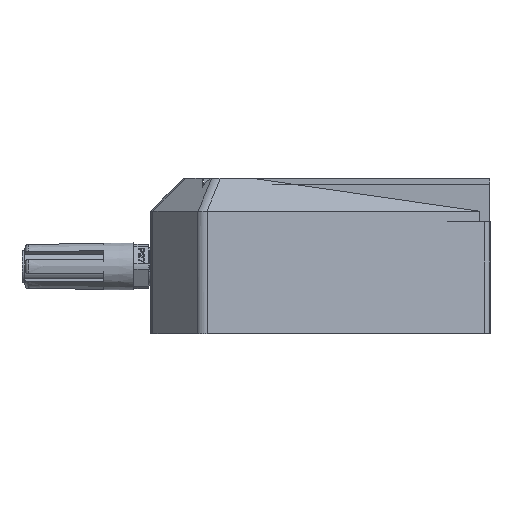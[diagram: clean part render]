
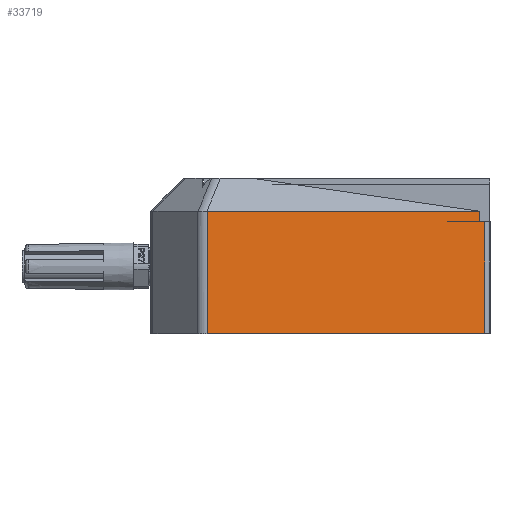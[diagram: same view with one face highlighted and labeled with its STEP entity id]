
A CAD part, left-side view. The second image highlights one B-rep face of the part: STEP entity #33719.
In plain terms, the highlighted planar face has unit normal (-0.99, -0.145, 0).
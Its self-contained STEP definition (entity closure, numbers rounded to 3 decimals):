
#5094=FACE_OUTER_BOUND('',#7156,.T.);
#7156=EDGE_LOOP('',(#30667,#30668,#30669,#30670,#30671,#30672));
#9977=LINE('',#62051,#12908);
#9990=LINE('',#62093,#12921);
#9996=LINE('',#62105,#12927);
#10048=LINE('',#62238,#12979);
#10051=LINE('',#62244,#12982);
#10052=LINE('',#62245,#12983);
#12908=VECTOR('',#46866,10.);
#12921=VECTOR('',#46907,10.);
#12927=VECTOR('',#46917,10.);
#12979=VECTOR('',#47031,10.);
#12982=VECTOR('',#47036,10.);
#12983=VECTOR('',#47037,10.);
#16035=VERTEX_POINT('',#62048);
#16036=VERTEX_POINT('',#62050);
#16048=VERTEX_POINT('',#62086);
#16051=VERTEX_POINT('',#62091);
#16105=VERTEX_POINT('',#62237);
#16107=VERTEX_POINT('',#62243);
#20891=EDGE_CURVE('',#16035,#16036,#9977,.T.);
#20912=EDGE_CURVE('',#16051,#16048,#9990,.T.);
#20918=EDGE_CURVE('',#16048,#16035,#9996,.T.);
#20986=EDGE_CURVE('',#16036,#16105,#10048,.T.);
#20989=EDGE_CURVE('',#16107,#16051,#10051,.T.);
#20990=EDGE_CURVE('',#16107,#16105,#10052,.T.);
#30667=ORIENTED_EDGE('',*,*,#20912,.F.);
#30668=ORIENTED_EDGE('',*,*,#20989,.F.);
#30669=ORIENTED_EDGE('',*,*,#20990,.T.);
#30670=ORIENTED_EDGE('',*,*,#20986,.F.);
#30671=ORIENTED_EDGE('',*,*,#20891,.F.);
#30672=ORIENTED_EDGE('',*,*,#20918,.F.);
#31865=PLANE('',#37304);
#33719=ADVANCED_FACE('',(#5094),#31865,.T.);
#37304=AXIS2_PLACEMENT_3D('',#62242,#47034,#47035);
#46866=DIRECTION('',(0.,0.,1.));
#46907=DIRECTION('',(0.,0.,-1.));
#46917=DIRECTION('',(-0.145,0.989,0.));
#47031=DIRECTION('',(0.145,-0.989,0.));
#47034=DIRECTION('center_axis',(-0.989,-0.145,0.));
#47035=DIRECTION('ref_axis',(-0.145,0.989,0.));
#47036=DIRECTION('',(0.145,-0.989,0.));
#47037=DIRECTION('',(0.,0.,1.));
#62048=CARTESIAN_POINT('',(-205.874,46.847,-52.));
#62050=CARTESIAN_POINT('',(-205.874,46.847,-11.));
#62051=CARTESIAN_POINT('',(-205.874,46.847,-16.));
#62086=CARTESIAN_POINT('',(-192.25,-46.289,-52.));
#62091=CARTESIAN_POINT('',(-192.25,-46.289,-14.5));
#62093=CARTESIAN_POINT('',(-192.25,-46.289,-16.));
#62105=CARTESIAN_POINT('',(-192.,-48.,-52.));
#62237=CARTESIAN_POINT('',(-192.5,-44.582,-11.));
#62238=CARTESIAN_POINT('',(-203.079,27.736,-11.));
#62242=CARTESIAN_POINT('Origin',(-192.,-48.,-16.));
#62243=CARTESIAN_POINT('',(-192.5,-44.582,-14.5));
#62244=CARTESIAN_POINT('',(-206.162,48.814,-14.5));
#62245=CARTESIAN_POINT('',(-192.5,-44.582,-14.5));
